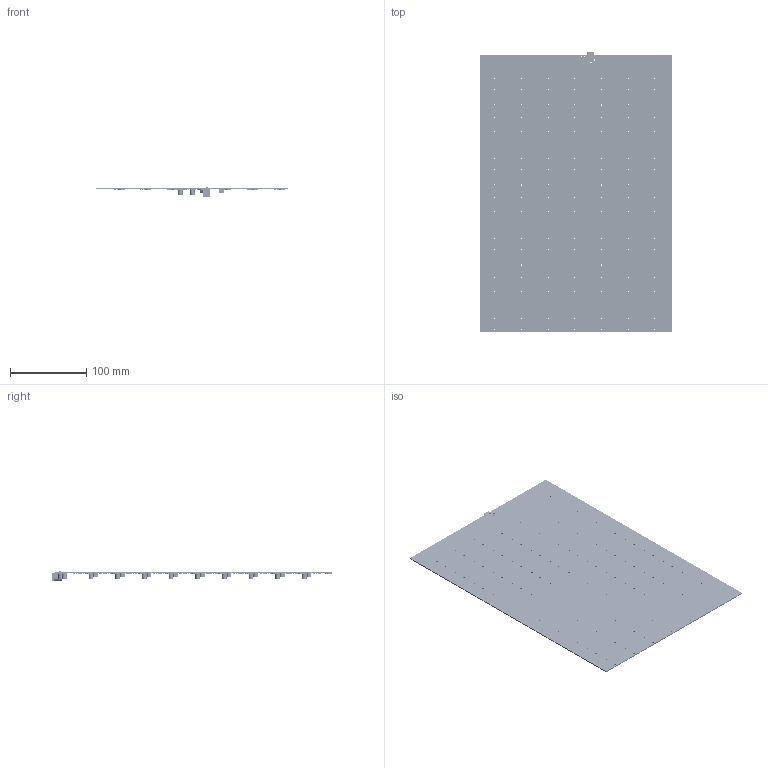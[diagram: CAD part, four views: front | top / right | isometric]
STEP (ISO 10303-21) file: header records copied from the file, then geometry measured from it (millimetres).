
FILE_DESCRIPTION(('KiCad electronic assembly'),'2;1');
FILE_NAME('Charging Jig V1.step','2025-10-07T09:51:46',('Pcbnew'),( 'Kicad'),'Open CASCADE STEP processor 7.8','KiCad to STEP converter' ,'Unknown');
FILE_SCHEMA(('AUTOMOTIVE_DESIGN { 1 0 10303 214 1 1 1 1 }'));
Length unit declared in the file: millimetre
Products named in the file (15): Charging Jig V1 1; C_1206_3216Metric; 599-0K10-107F; HSOP-8-1EP_3.9x4.9mm_P1.27mm_EP2.41x3.1mm; Fuse_1206_3216Metric; CP_Elec_6.3x7.7; C_0805_2012Metric; R_0402_1005Metric; L_Chilisin_BMRB00060650; Charging Jig V1 1.15.1; R_1206_3216Metric; C_0603_1608Metric; D_SOD-123F; DC-Jack-2.1mm v1; Charging Jig V1_PCB
Assembly tree (997 placements, depth 3):
  Charging Jig V1 1
    C_1206_3216Metric  x302
    599-0K10-107F  x70
    HSOP-8-1EP_3.9x4.9mm_P1.27mm_EP2.41x3.1mm  x70
    Fuse_1206_3216Metric  x70
    CP_Elec_6.3x7.7  x11
    C_0805_2012Metric  x140
    R_0402_1005Metric  x170
    L_Chilisin_BMRB00060650  x10
      Charging Jig V1 1.15.1
    R_1206_3216Metric  x70
    C_0603_1608Metric  x80
    D_SOD-123F
    DC-Jack-2.1mm v1
    Charging Jig V1_PCB
Bounding box: 252 x 368.34 x 14.4 mm (x, y, z)
Volume: 142101 mm3; surface area: 211074.7 mm2
Topology: 1509 solids, 1509 shells, 40948 faces, 104823 edges, 68051 vertices
Faces by surface type: plane 26270, cylinder 12310, bspline 2273, torus 44, sphere 40, revolution 11
Full cylindrical faces by diameter (mm): 0.2 x70, 0.3 x70, 1.4 x2, 1.5 x70, 2.1 x1, 2.26 x70, 2.7 x3, 6.3 x23
Entity records: 36455 total; most frequent: DIRECTION 6160, CARTESIAN_POINT 5525, ORIENTED_EDGE 4084, AXIS2_PLACEMENT_3D 2439, EDGE_CURVE 2042, VERTEX_POINT 1327, LINE 1281, VECTOR 1281
